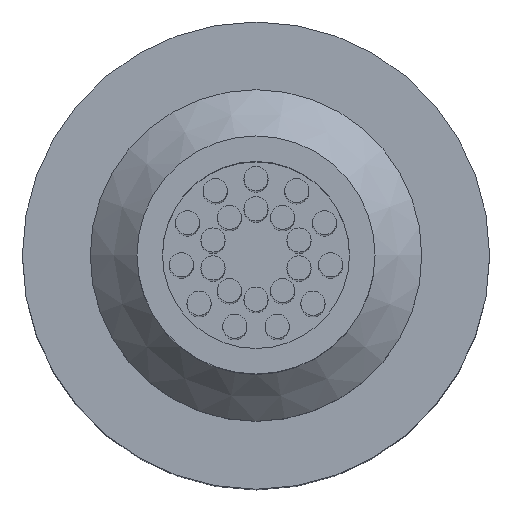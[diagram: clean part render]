
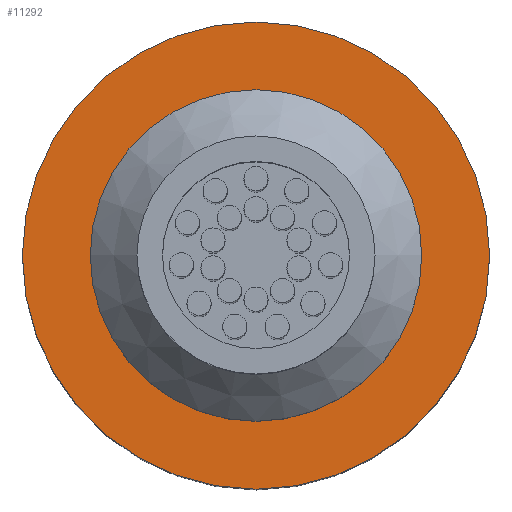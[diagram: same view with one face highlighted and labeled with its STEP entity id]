
A CAD part, top view. The second image highlights one B-rep face of the part: STEP entity #11292.
In plain terms, the highlighted planar face has unit normal (0, 0, 1).
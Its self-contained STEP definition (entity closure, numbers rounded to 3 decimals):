
#149=CIRCLE($,#11760,11.);
#150=CIRCLE($,#11762,15.5);
#1697=FACE_BOUND($,#2467,.T.);
#1698=FACE_BOUND($,#2468,.T.);
#2467=EDGE_LOOP($,(#10246));
#2468=EDGE_LOOP($,(#10247));
#5500=VERTEX_POINT($,#21118);
#5501=VERTEX_POINT($,#21121);
#7083=EDGE_CURVE($,#5500,#5500,#149,.T.);
#7084=EDGE_CURVE($,#5501,#5501,#150,.T.);
#10246=ORIENTED_EDGE($,*,*,#7083,.T.);
#10247=ORIENTED_EDGE($,*,*,#7084,.F.);
#10578=PLANE($,#11763);
#11292=ADVANCED_FACE($,(#1697,#1698),#10578,.F.);
#11760=AXIS2_PLACEMENT_3D($,#21119,#13666,#13667);
#11762=AXIS2_PLACEMENT_3D($,#21122,#13670,#13671);
#11763=AXIS2_PLACEMENT_3D($,#21123,#13672,#13673);
#13666=DIRECTION('center_axis',(0.,0.,-1.));
#13667=DIRECTION('ref_axis',(-1.,0.,0.));
#13670=DIRECTION('center_axis',(0.,0.,-1.));
#13671=DIRECTION('ref_axis',(-1.,0.,0.));
#13672=DIRECTION('center_axis',(0.,0.,-1.));
#13673=DIRECTION('ref_axis',(-1.,0.,0.));
#21118=CARTESIAN_POINT('',(11.,0.,28.));
#21119=CARTESIAN_POINT('Origin',(0.,0.,28.));
#21121=CARTESIAN_POINT('',(15.5,0.,28.));
#21122=CARTESIAN_POINT('Origin',(0.,0.,28.));
#21123=CARTESIAN_POINT('Origin',(0.,0.,28.));
